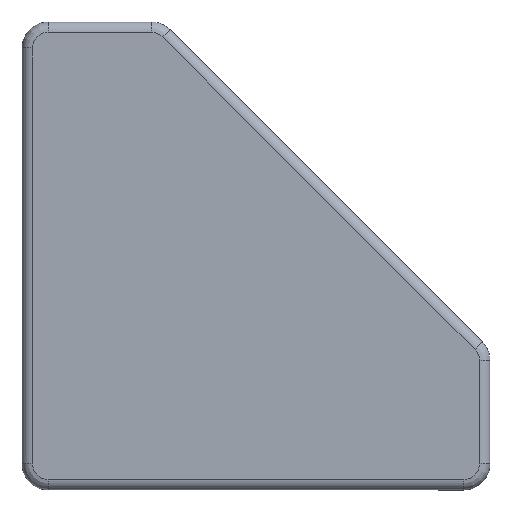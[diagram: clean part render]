
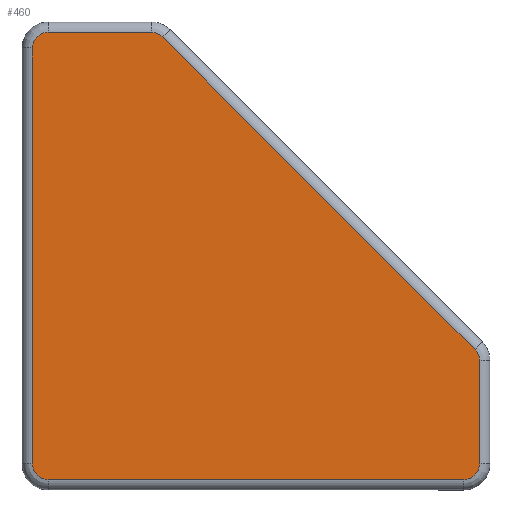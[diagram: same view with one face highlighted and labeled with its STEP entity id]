
A CAD part, top view. The second image highlights one B-rep face of the part: STEP entity #460.
In plain terms, the highlighted planar face has unit normal (0, 0, 1).
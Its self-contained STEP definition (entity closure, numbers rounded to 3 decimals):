
#52=FACE_OUTER_BOUND('',#89,.T.);
#89=EDGE_LOOP('',(#335,#336,#337,#338,#339,#340,#341,#342,#343,#344));
#139=CIRCLE('',#508,1.5);
#140=CIRCLE('',#509,1.5);
#141=CIRCLE('',#510,1.5);
#142=CIRCLE('',#511,1.5);
#143=CIRCLE('',#512,1.5);
#170=LINE('',#759,#195);
#171=LINE('',#763,#196);
#172=LINE('',#767,#197);
#173=LINE('',#771,#198);
#174=LINE('',#774,#199);
#195=VECTOR('',#599,42.477);
#196=VECTOR('',#602,9.964);
#197=VECTOR('',#605,40.);
#198=VECTOR('',#608,40.);
#199=VECTOR('',#611,9.964);
#231=VERTEX_POINT('',#755);
#232=VERTEX_POINT('',#756);
#233=VERTEX_POINT('',#758);
#234=VERTEX_POINT('',#760);
#235=VERTEX_POINT('',#762);
#236=VERTEX_POINT('',#764);
#237=VERTEX_POINT('',#766);
#238=VERTEX_POINT('',#768);
#239=VERTEX_POINT('',#770);
#240=VERTEX_POINT('',#772);
#273=EDGE_CURVE('',#231,#232,#139,.T.);
#274=EDGE_CURVE('',#232,#233,#170,.T.);
#275=EDGE_CURVE('',#233,#234,#140,.T.);
#276=EDGE_CURVE('',#234,#235,#171,.T.);
#277=EDGE_CURVE('',#235,#236,#141,.T.);
#278=EDGE_CURVE('',#236,#237,#172,.T.);
#279=EDGE_CURVE('',#237,#238,#142,.T.);
#280=EDGE_CURVE('',#238,#239,#173,.T.);
#281=EDGE_CURVE('',#239,#240,#143,.T.);
#282=EDGE_CURVE('',#240,#231,#174,.T.);
#335=ORIENTED_EDGE('',*,*,#273,.T.);
#336=ORIENTED_EDGE('',*,*,#274,.T.);
#337=ORIENTED_EDGE('',*,*,#275,.T.);
#338=ORIENTED_EDGE('',*,*,#276,.T.);
#339=ORIENTED_EDGE('',*,*,#277,.T.);
#340=ORIENTED_EDGE('',*,*,#278,.T.);
#341=ORIENTED_EDGE('',*,*,#279,.T.);
#342=ORIENTED_EDGE('',*,*,#280,.T.);
#343=ORIENTED_EDGE('',*,*,#281,.T.);
#344=ORIENTED_EDGE('',*,*,#282,.T.);
#447=PLANE('',#507);
#460=ADVANCED_FACE('',(#52),#447,.T.);
#507=AXIS2_PLACEMENT_3D('',#754,#595,#596);
#508=AXIS2_PLACEMENT_3D('',#757,#597,#598);
#509=AXIS2_PLACEMENT_3D('',#761,#600,#601);
#510=AXIS2_PLACEMENT_3D('',#765,#603,#604);
#511=AXIS2_PLACEMENT_3D('',#769,#606,#607);
#512=AXIS2_PLACEMENT_3D('',#773,#609,#610);
#595=DIRECTION('center_axis',(0.,0.,1.));
#596=DIRECTION('ref_axis',(1.,0.,0.));
#597=DIRECTION('center_axis',(0.,0.,1.));
#598=DIRECTION('ref_axis',(1.,0.,0.));
#599=DIRECTION('',(-0.707,0.707,0.));
#600=DIRECTION('center_axis',(0.,0.,1.));
#601=DIRECTION('ref_axis',(0.,1.,0.));
#602=DIRECTION('',(-1.,0.,0.));
#603=DIRECTION('center_axis',(0.,0.,1.));
#604=DIRECTION('ref_axis',(1.,0.,0.));
#605=DIRECTION('',(0.,-1.,0.));
#606=DIRECTION('center_axis',(0.,0.,1.));
#607=DIRECTION('ref_axis',(0.,-1.,0.));
#608=DIRECTION('',(1.,0.,0.));
#609=DIRECTION('center_axis',(0.,0.,1.));
#610=DIRECTION('ref_axis',(1.,0.,0.));
#611=DIRECTION('',(0.,1.,0.));
#754=CARTESIAN_POINT('Origin',(-27.,-4.5,2.5));
#755=CARTESIAN_POINT('',(21.5,12.464,2.5));
#756=CARTESIAN_POINT('',(21.061,13.525,2.5));
#757=CARTESIAN_POINT('Origin',(20.,12.464,2.5));
#758=CARTESIAN_POINT('',(-8.975,43.561,2.5));
#759=CARTESIAN_POINT('',(21.061,13.525,2.5));
#760=CARTESIAN_POINT('',(-10.036,44.,2.5));
#761=CARTESIAN_POINT('Origin',(-10.036,42.5,2.5));
#762=CARTESIAN_POINT('',(-20.,44.,2.5));
#763=CARTESIAN_POINT('',(-10.036,44.,2.5));
#764=CARTESIAN_POINT('',(-21.5,42.5,2.5));
#765=CARTESIAN_POINT('Origin',(-20.,42.5,2.5));
#766=CARTESIAN_POINT('',(-21.5,2.5,2.5));
#767=CARTESIAN_POINT('',(-21.5,42.5,2.5));
#768=CARTESIAN_POINT('',(-20.,1.,2.5));
#769=CARTESIAN_POINT('Origin',(-20.,2.5,2.5));
#770=CARTESIAN_POINT('',(20.,1.,2.5));
#771=CARTESIAN_POINT('',(-20.,1.,2.5));
#772=CARTESIAN_POINT('',(21.5,2.5,2.5));
#773=CARTESIAN_POINT('Origin',(20.,2.5,2.5));
#774=CARTESIAN_POINT('',(21.5,2.5,2.5));
